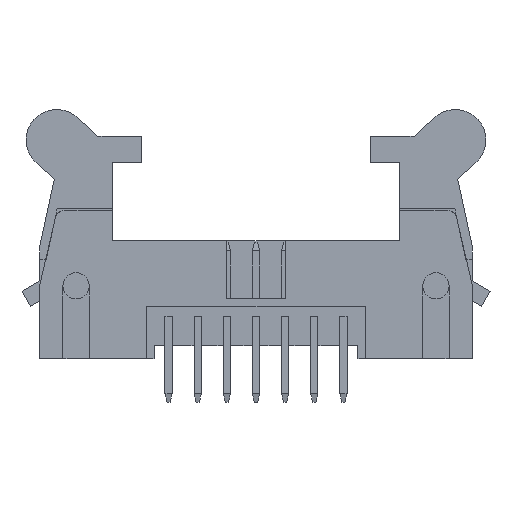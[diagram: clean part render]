
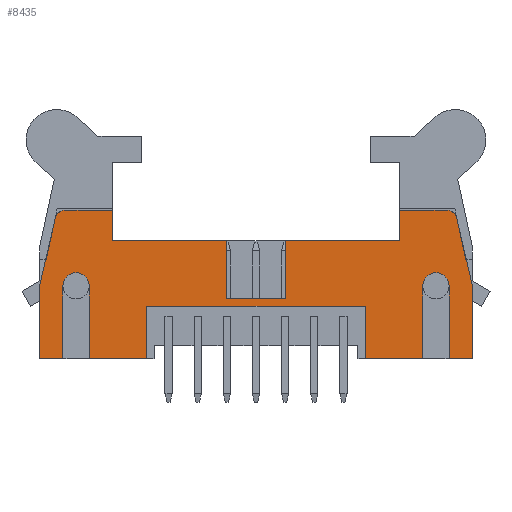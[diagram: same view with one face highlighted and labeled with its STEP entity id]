
A CAD part, left-side view. The second image highlights one B-rep face of the part: STEP entity #8435.
In plain terms, the highlighted face is planar.
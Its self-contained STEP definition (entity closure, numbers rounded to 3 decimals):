
#255=PLANE('',#9119);
#1042=LINE('',#12794,#2180);
#1045=LINE('',#12800,#2183);
#1078=LINE('',#12863,#2216);
#1082=LINE('',#12872,#2220);
#1102=LINE('',#12931,#2240);
#1121=LINE('',#12977,#2259);
#1124=LINE('',#12983,#2262);
#1130=LINE('',#12996,#2268);
#1138=LINE('',#13016,#2276);
#1141=LINE('',#13022,#2279);
#1144=LINE('',#13028,#2282);
#1146=LINE('',#13032,#2284);
#1150=LINE('',#13039,#2288);
#1152=LINE('',#13041,#2290);
#1171=LINE('',#13069,#2309);
#1175=LINE('',#13077,#2313);
#1181=LINE('',#13090,#2319);
#1185=LINE('',#13098,#2323);
#1187=LINE('',#13102,#2325);
#1188=LINE('',#13104,#2326);
#1189=LINE('',#13106,#2327);
#1190=LINE('',#13108,#2328);
#1191=LINE('',#13109,#2329);
#1192=LINE('',#13113,#2330);
#2180=VECTOR('',#10391,1000.);
#2183=VECTOR('',#10396,1000.);
#2216=VECTOR('',#10453,1000.);
#2220=VECTOR('',#10459,1000.);
#2240=VECTOR('',#10513,1000.);
#2259=VECTOR('',#10560,1000.);
#2262=VECTOR('',#10565,1000.);
#2268=VECTOR('',#10573,1000.);
#2276=VECTOR('',#10587,1000.);
#2279=VECTOR('',#10594,1000.);
#2282=VECTOR('',#10601,1000.);
#2284=VECTOR('',#10605,1000.);
#2288=VECTOR('',#10611,1000.);
#2290=VECTOR('',#10613,1000.);
#2309=VECTOR('',#10640,1000.);
#2313=VECTOR('',#10644,1000.);
#2319=VECTOR('',#10660,1000.);
#2323=VECTOR('',#10666,1000.);
#2325=VECTOR('',#10670,1000.);
#2326=VECTOR('',#10671,1000.);
#2327=VECTOR('',#10672,1000.);
#2328=VECTOR('',#10675,1000.);
#2329=VECTOR('',#10676,1000.);
#2330=VECTOR('',#10679,1000.);
#4098=ORIENTED_EDGE('',*,*,#5915,.F.);
#4099=ORIENTED_EDGE('',*,*,#5800,.F.);
#4100=ORIENTED_EDGE('',*,*,#5886,.F.);
#4101=ORIENTED_EDGE('',*,*,#5882,.F.);
#4102=ORIENTED_EDGE('',*,*,#5880,.F.);
#4103=ORIENTED_EDGE('',*,*,#5841,.F.);
#4104=ORIENTED_EDGE('',*,*,#5877,.F.);
#4105=ORIENTED_EDGE('',*,*,#5874,.F.);
#4106=ORIENTED_EDGE('',*,*,#5865,.F.);
#4107=ORIENTED_EDGE('',*,*,#5924,.F.);
#4108=ORIENTED_EDGE('',*,*,#5925,.T.);
#4109=ORIENTED_EDGE('',*,*,#5926,.T.);
#4110=ORIENTED_EDGE('',*,*,#5918,.F.);
#4111=ORIENTED_EDGE('',*,*,#5859,.F.);
#4112=ORIENTED_EDGE('',*,*,#5856,.F.);
#4113=ORIENTED_EDGE('',*,*,#5927,.F.);
#4114=ORIENTED_EDGE('',*,*,#5922,.F.);
#4115=ORIENTED_EDGE('',*,*,#5928,.F.);
#4116=ORIENTED_EDGE('',*,*,#5911,.F.);
#4117=ORIENTED_EDGE('',*,*,#5929,.F.);
#4118=ORIENTED_EDGE('',*,*,#5930,.F.);
#4119=ORIENTED_EDGE('',*,*,#5931,.F.);
#4120=ORIENTED_EDGE('',*,*,#5907,.F.);
#4121=ORIENTED_EDGE('',*,*,#5832,.F.);
#4122=ORIENTED_EDGE('',*,*,#5764,.F.);
#4123=ORIENTED_EDGE('',*,*,#5761,.T.);
#4124=ORIENTED_EDGE('',*,*,#5888,.F.);
#4125=ORIENTED_EDGE('',*,*,#5804,.F.);
#5761=EDGE_CURVE('',#6791,#6790,#1042,.T.);
#5764=EDGE_CURVE('',#6791,#6793,#1045,.T.);
#5800=EDGE_CURVE('',#6811,#6812,#1078,.T.);
#5804=EDGE_CURVE('',#6815,#6816,#1082,.T.);
#5832=EDGE_CURVE('',#6793,#6827,#1102,.T.);
#5841=EDGE_CURVE('',#6832,#6833,#7161,.T.);
#5856=EDGE_CURVE('',#6841,#6842,#1121,.T.);
#5859=EDGE_CURVE('',#6842,#6844,#1124,.T.);
#5865=EDGE_CURVE('',#6849,#6846,#1130,.T.);
#5874=EDGE_CURVE('',#6846,#6855,#1138,.T.);
#5877=EDGE_CURVE('',#6855,#6832,#1141,.T.);
#5880=EDGE_CURVE('',#6833,#6857,#1144,.T.);
#5882=EDGE_CURVE('',#6857,#6858,#1146,.T.);
#5886=EDGE_CURVE('',#6858,#6811,#1150,.T.);
#5888=EDGE_CURVE('',#6816,#6790,#1152,.T.);
#5907=EDGE_CURVE('',#6827,#6865,#1171,.T.);
#5911=EDGE_CURVE('',#6868,#6869,#1175,.T.);
#5915=EDGE_CURVE('',#6812,#6815,#7163,.T.);
#5918=EDGE_CURVE('',#6844,#6871,#1181,.T.);
#5922=EDGE_CURVE('',#6873,#6874,#1185,.T.);
#5924=EDGE_CURVE('',#6875,#6849,#1187,.T.);
#5925=EDGE_CURVE('',#6875,#6876,#1188,.T.);
#5926=EDGE_CURVE('',#6876,#6871,#1189,.T.);
#5927=EDGE_CURVE('',#6874,#6841,#7164,.T.);
#5928=EDGE_CURVE('',#6869,#6873,#1190,.T.);
#5929=EDGE_CURVE('',#6877,#6868,#1191,.T.);
#5930=EDGE_CURVE('',#6878,#6877,#7165,.T.);
#5931=EDGE_CURVE('',#6865,#6878,#1192,.T.);
#6790=VERTEX_POINT('',#12793);
#6791=VERTEX_POINT('',#12795);
#6793=VERTEX_POINT('',#12801);
#6811=VERTEX_POINT('',#12864);
#6812=VERTEX_POINT('',#12865);
#6815=VERTEX_POINT('',#12873);
#6816=VERTEX_POINT('',#12874);
#6827=VERTEX_POINT('',#12928);
#6832=VERTEX_POINT('',#12947);
#6833=VERTEX_POINT('',#12949);
#6841=VERTEX_POINT('',#12976);
#6842=VERTEX_POINT('',#12978);
#6844=VERTEX_POINT('',#12984);
#6846=VERTEX_POINT('',#12990);
#6849=VERTEX_POINT('',#12995);
#6855=VERTEX_POINT('',#13017);
#6857=VERTEX_POINT('',#13029);
#6858=VERTEX_POINT('',#13033);
#6865=VERTEX_POINT('',#13070);
#6868=VERTEX_POINT('',#13076);
#6869=VERTEX_POINT('',#13078);
#6871=VERTEX_POINT('',#13091);
#6873=VERTEX_POINT('',#13097);
#6874=VERTEX_POINT('',#13099);
#6875=VERTEX_POINT('',#13103);
#6876=VERTEX_POINT('',#13105);
#6877=VERTEX_POINT('',#13110);
#6878=VERTEX_POINT('',#13112);
#7161=CIRCLE('',#9091,0.75);
#7163=CIRCLE('',#9114,0.9);
#7164=CIRCLE('',#9120,0.75);
#7165=CIRCLE('',#9121,0.9);
#7429=EDGE_LOOP('',(#4098,#4099,#4100,#4101,#4102,#4103,#4104,#4105,#4106,
#4107,#4108,#4109,#4110,#4111,#4112,#4113,#4114,#4115,#4116,#4117,#4118,
#4119,#4120,#4121,#4122,#4123,#4124,#4125));
#7925=FACE_BOUND('',#7429,.T.);
#8435=ADVANCED_FACE('',(#7925),#255,.F.);
#9091=AXIS2_PLACEMENT_3D('',#12948,#10533,#10534);
#9114=AXIS2_PLACEMENT_3D('',#13084,#10650,#10651);
#9119=AXIS2_PLACEMENT_3D('',#13101,#10668,#10669);
#9120=AXIS2_PLACEMENT_3D('',#13107,#10673,#10674);
#9121=AXIS2_PLACEMENT_3D('',#13111,#10677,#10678);
#10391=DIRECTION('',(0.,0.,-1.));
#10396=DIRECTION('',(-1.,0.,0.));
#10453=DIRECTION('',(0.,0.,1.));
#10459=DIRECTION('',(0.,0.,-1.));
#10513=DIRECTION('',(0.,0.,-1.));
#10533=DIRECTION('',(0.,1.,0.));
#10534=DIRECTION('',(0.,0.,1.));
#10560=DIRECTION('',(1.,0.,0.));
#10565=DIRECTION('',(0.,0.,-1.));
#10573=DIRECTION('',(1.,0.,0.));
#10587=DIRECTION('',(0.,0.,1.));
#10594=DIRECTION('',(1.,0.,0.));
#10601=DIRECTION('',(0.225,0.,-0.974));
#10605=DIRECTION('',(0.,0.,-1.));
#10611=DIRECTION('',(-1.,0.,0.));
#10613=DIRECTION('',(-1.,0.,0.));
#10640=DIRECTION('',(-1.,0.,0.));
#10644=DIRECTION('',(-1.,0.,0.));
#10650=DIRECTION('',(0.,-1.,0.));
#10651=DIRECTION('',(1.,0.,0.));
#10660=DIRECTION('',(1.,0.,0.));
#10666=DIRECTION('',(0.225,0.,0.974));
#10668=DIRECTION('',(0.,1.,0.));
#10669=DIRECTION('',(0.,0.,1.));
#10670=DIRECTION('',(0.,0.,1.));
#10671=DIRECTION('',(-1.,0.,0.));
#10672=DIRECTION('',(0.,0.,1.));
#10673=DIRECTION('',(0.,1.,0.));
#10674=DIRECTION('',(0.,0.,1.));
#10675=DIRECTION('',(0.,0.,1.));
#10676=DIRECTION('',(0.,0.,-1.));
#10677=DIRECTION('',(0.,-1.,0.));
#10678=DIRECTION('',(1.,0.,0.));
#10679=DIRECTION('',(0.,0.,1.));
#12793=CARTESIAN_POINT('',(7.5,-3.,-5.));
#12794=CARTESIAN_POINT('',(7.5,-3.,-1.4));
#12795=CARTESIAN_POINT('',(7.5,-3.,-1.4));
#12800=CARTESIAN_POINT('',(7.5,-3.,-1.4));
#12801=CARTESIAN_POINT('',(-7.5,-3.,-1.4));
#12863=CARTESIAN_POINT('',(13.25,-3.,-5.));
#12864=CARTESIAN_POINT('',(13.25,-3.,-5.));
#12865=CARTESIAN_POINT('',(13.25,-3.,0.));
#12872=CARTESIAN_POINT('',(11.45,-3.,0.));
#12873=CARTESIAN_POINT('',(11.45,-3.,0.));
#12874=CARTESIAN_POINT('',(11.45,-3.,-5.));
#12928=CARTESIAN_POINT('',(-7.5,-3.,-5.));
#12931=CARTESIAN_POINT('',(-7.5,-3.,-1.4));
#12947=CARTESIAN_POINT('',(13.053,-3.,5.2));
#12948=CARTESIAN_POINT('',(13.053,-3.,4.45));
#12949=CARTESIAN_POINT('',(13.784,-3.,4.619));
#12976=CARTESIAN_POINT('',(-13.053,-3.,5.2));
#12977=CARTESIAN_POINT('',(-13.65,-3.,5.2));
#12978=CARTESIAN_POINT('',(-9.85,-3.,5.2));
#12983=CARTESIAN_POINT('',(-9.85,-3.,5.2));
#12984=CARTESIAN_POINT('',(-9.85,-3.,3.1));
#12990=CARTESIAN_POINT('',(9.85,-3.,3.1));
#12995=CARTESIAN_POINT('',(2.,-3.,3.1));
#12996=CARTESIAN_POINT('',(-9.85,-3.,3.1));
#13016=CARTESIAN_POINT('',(9.85,-3.,3.1));
#13017=CARTESIAN_POINT('',(9.85,-3.,5.2));
#13022=CARTESIAN_POINT('',(9.85,-3.,5.2));
#13028=CARTESIAN_POINT('',(13.65,-3.,5.2));
#13029=CARTESIAN_POINT('',(14.85,-3.,0.));
#13032=CARTESIAN_POINT('',(14.85,-3.,0.));
#13033=CARTESIAN_POINT('',(14.85,-3.,-5.));
#13039=CARTESIAN_POINT('',(14.85,-3.,-5.));
#13041=CARTESIAN_POINT('',(14.85,-3.,-5.));
#13069=CARTESIAN_POINT('',(-7.,-3.,-5.));
#13070=CARTESIAN_POINT('',(-11.45,-3.,-5.));
#13076=CARTESIAN_POINT('',(-13.25,-3.,-5.));
#13077=CARTESIAN_POINT('',(-7.,-3.,-5.));
#13078=CARTESIAN_POINT('',(-14.85,-3.,-5.));
#13084=CARTESIAN_POINT('',(12.35,-3.,0.));
#13090=CARTESIAN_POINT('',(-9.85,-3.,3.1));
#13091=CARTESIAN_POINT('',(-2.,-3.,3.1));
#13097=CARTESIAN_POINT('',(-14.85,-3.,0.));
#13098=CARTESIAN_POINT('',(-14.85,-3.,0.));
#13099=CARTESIAN_POINT('',(-13.784,-3.,4.619));
#13101=CARTESIAN_POINT('',(0.,-3.,0.));
#13102=CARTESIAN_POINT('',(2.,-3.,-0.9));
#13103=CARTESIAN_POINT('',(2.,-3.,-0.9));
#13104=CARTESIAN_POINT('',(2.,-3.,-0.9));
#13105=CARTESIAN_POINT('',(-2.,-3.,-0.9));
#13106=CARTESIAN_POINT('',(-2.,-3.,-0.9));
#13107=CARTESIAN_POINT('',(-13.053,-3.,4.45));
#13108=CARTESIAN_POINT('',(-14.85,-3.,-5.));
#13109=CARTESIAN_POINT('',(-13.25,-3.,0.));
#13110=CARTESIAN_POINT('',(-13.25,-3.,0.));
#13111=CARTESIAN_POINT('',(-12.35,-3.,0.));
#13112=CARTESIAN_POINT('',(-11.45,-3.,0.));
#13113=CARTESIAN_POINT('',(-11.45,-3.,-5.));
